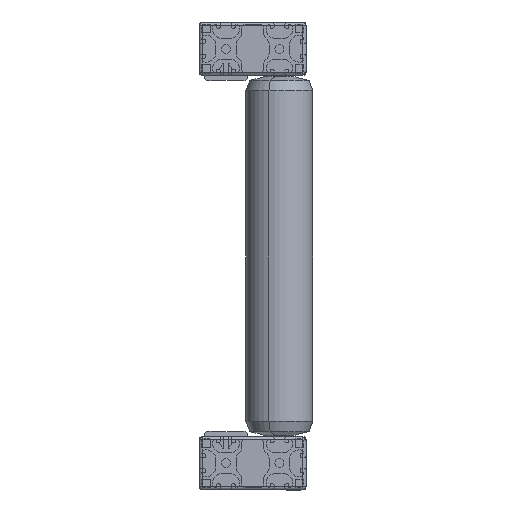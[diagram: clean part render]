
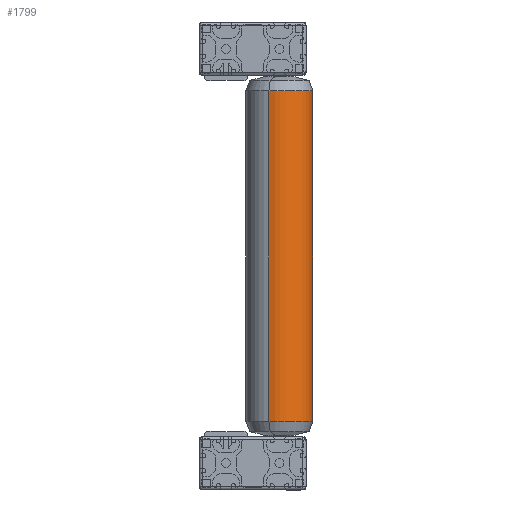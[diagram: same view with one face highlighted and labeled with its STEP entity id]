
A CAD part, left-side view. The second image highlights one B-rep face of the part: STEP entity #1799.
In plain terms, the highlighted cylindrical face has radius 25 mm (diameter 50 mm), a partial arc.
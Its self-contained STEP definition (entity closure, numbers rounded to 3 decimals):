
#1128 = EDGE_CURVE ( 'NONE', #18173, #19153, #4659, .T. ) ;
#1129 = EDGE_CURVE ( 'NONE', #18173, #18156, #4671, .T. ) ;
#1130 = EDGE_CURVE ( 'NONE', #18156, #18260, #4670, .T. ) ;
#1132 = EDGE_CURVE ( 'NONE', #19153, #18260, #4673, .T. ) ;
#1799 = ADVANCED_FACE ( 'NONE', ( #8729 ), #5702, .T. ) ;
#2235 = ORIENTED_EDGE ( 'NONE', *, *, #1128, .F. ) ;
#2236 = ORIENTED_EDGE ( 'NONE', *, *, #1129, .T. ) ;
#2237 = ORIENTED_EDGE ( 'NONE', *, *, #1130, .T. ) ;
#2238 = ORIENTED_EDGE ( 'NONE', *, *, #1132, .F. ) ;
#4392 = AXIS2_PLACEMENT_3D ( 'NONE', #19304, #19316, #19317 ) ;
#4395 = AXIS2_PLACEMENT_3D ( 'NONE', #19307, #19308, #19309 ) ;
#4659 = LINE ( 'NONE', #19302, #4668 ) ;
#4668 = VECTOR ( 'NONE', #19306, 1000. ) ;
#4669 = VECTOR ( 'NONE', #19311, 1000. ) ;
#4670 = LINE ( 'NONE', #19305, #4669 ) ;
#4671 = CIRCLE ( 'NONE', #4395, 25. ) ;
#4673 = CIRCLE ( 'NONE', #4392, 25. ) ;
#5702 = CYLINDRICAL_SURFACE ( 'NONE', #7030, 25. ) ;
#7030 = AXIS2_PLACEMENT_3D ( 'NONE', #8076, #8075, #8074 ) ;
#8074 = DIRECTION ( 'NONE',  ( 1., 0., 0. ) ) ;
#8075 = DIRECTION ( 'NONE',  ( 0., 0., 1. ) ) ;
#8076 = CARTESIAN_POINT ( 'NONE',  ( 0., 0., 143. ) ) ;
#8729 = FACE_OUTER_BOUND ( 'NONE', #17830, .T. ) ;
#12425 = CARTESIAN_POINT ( 'NONE',  ( 25., 0., -123.5 ) ) ;
#12442 = CARTESIAN_POINT ( 'NONE',  ( -25., 0., -123.5 ) ) ;
#12529 = CARTESIAN_POINT ( 'NONE',  ( 25., 0., 123.5 ) ) ;
#13422 = CARTESIAN_POINT ( 'NONE',  ( -25., 0., 123.5 ) ) ;
#17830 = EDGE_LOOP ( 'NONE', ( #2235, #2236, #2237, #2238 ) ) ;
#18156 = VERTEX_POINT ( 'NONE', #12425 ) ;
#18173 = VERTEX_POINT ( 'NONE', #12442 ) ;
#18260 = VERTEX_POINT ( 'NONE', #12529 ) ;
#19153 = VERTEX_POINT ( 'NONE', #13422 ) ;
#19302 = CARTESIAN_POINT ( 'NONE',  ( -25., 0., 143. ) ) ;
#19304 = CARTESIAN_POINT ( 'NONE',  ( 0., 0., 123.5 ) ) ;
#19305 = CARTESIAN_POINT ( 'NONE',  ( 25., 0., 143. ) ) ;
#19306 = DIRECTION ( 'NONE',  ( 0., 0., 1. ) ) ;
#19307 = CARTESIAN_POINT ( 'NONE',  ( 0., 0., -123.5 ) ) ;
#19308 = DIRECTION ( 'NONE',  ( 0., 0., 1. ) ) ;
#19309 = DIRECTION ( 'NONE',  ( 1., 0., 0. ) ) ;
#19311 = DIRECTION ( 'NONE',  ( 0., 0., 1. ) ) ;
#19316 = DIRECTION ( 'NONE',  ( 0., 0., 1. ) ) ;
#19317 = DIRECTION ( 'NONE',  ( 1., 0., 0. ) ) ;
